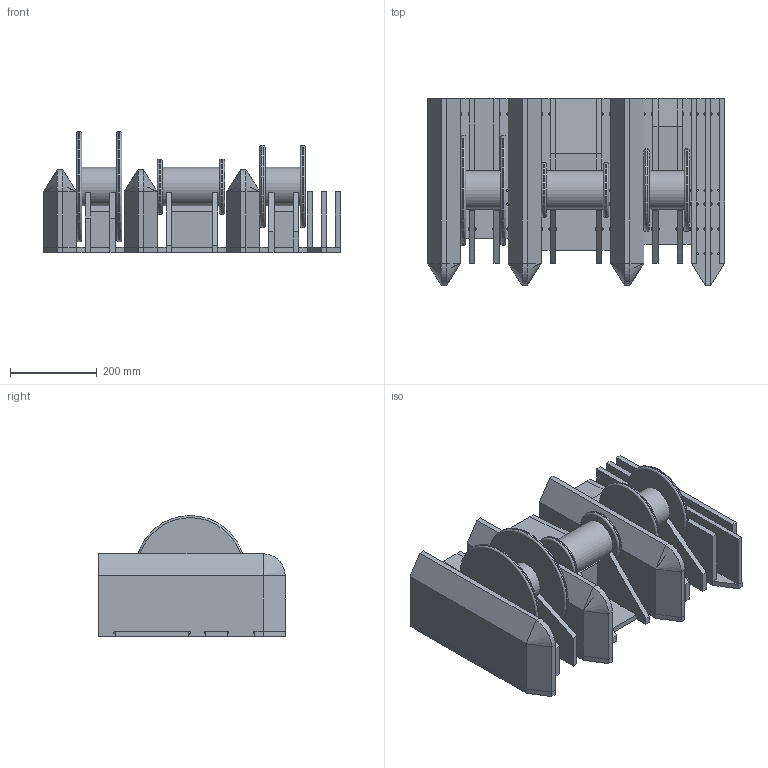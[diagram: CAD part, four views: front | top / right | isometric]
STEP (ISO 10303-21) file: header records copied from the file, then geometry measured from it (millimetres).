
FILE_DESCRIPTION(/* description */ (''),/* implementation_level */ '2;1');
FILE_NAME(/* name */ 'Moteur A1 v2.step',/* time_stamp */ '2025-11-03T16:30:53-05:00',/* author */ (''),/* organization */ (''),/* preprocessor_version */ 'ST-DEVELOPER v20.1',/* originating_system */ 'Autodesk Translation Framework v14.17.0.0',/* authorisation */ '');
FILE_SCHEMA (('AUTOMOTIVE_DESIGN { 1 0 10303 214 3 1 1 }'));
Length unit declared in the file: centimetre
Products named in the file (6): Moteur A1; FanRed; CoreRed; TurbineYellow; HSFCHCS ANSI B18.3 - 1/4-28 UNF x 4 Steel Grade 2 Plain; 90975A321_Steel Tee Nut Inserts
Assembly tree (9 placements, depth 3):
  Moteur A1
    FanRed
      HSFCHCS ANSI B18.3 - 1/4-28 UNF x 4 Steel Grade 2 Plain
      90975A321_Steel Tee Nut Inserts
    CoreRed
      HSFCHCS ANSI B18.3 - 1/4-28 UNF x 4 Steel Grade 2 Plain
      90975A321_Steel Tee Nut Inserts
    TurbineYellow
      HSFCHCS ANSI B18.3 - 1/4-28 UNF x 4 Steel Grade 2 Plain
      90975A321_Steel Tee Nut Inserts
Bounding box: 685.16 x 429.89 x 278.76 mm (x, y, z)
Volume: 29402995.9 mm3; surface area: 4304527.4 mm2
Topology: 40 solids, 40 shells, 1332 faces, 3480 edges, 2225 vertices
Faces by surface type: plane 751, cylinder 419, torus 99, bspline 42, cone 21
Full cylindrical faces by diameter (mm): 4.7 x12, 6.243 x3, 6.35 x15, 6.625 x3, 7.137 x3, 7.747 x3, 7.938 x3, 12.192 x3, 19.05 x3, 73.025 x9, 88.9 x9, 127 x2, 190.5 x2, 254 x2
Entity records: 35421 total; most frequent: CARTESIAN_POINT 8085, ORIENTED_EDGE 5672, DIRECTION 5619, EDGE_CURVE 2836, LINE 2065, VECTOR 2065, VERTEX_POINT 1857, AXIS2_PLACEMENT_3D 1777
